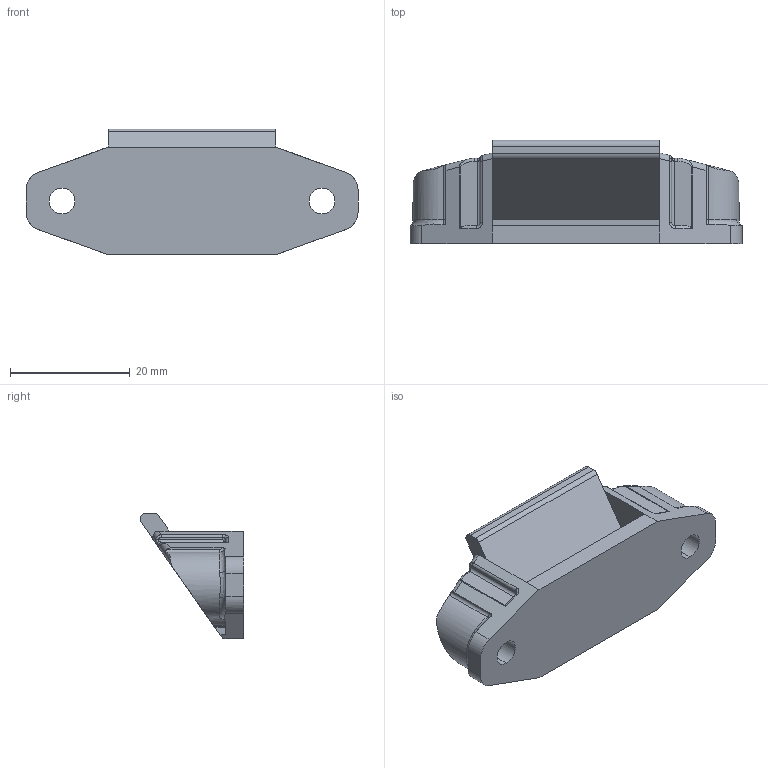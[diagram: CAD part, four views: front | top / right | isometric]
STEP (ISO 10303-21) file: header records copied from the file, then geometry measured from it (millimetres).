
FILE_DESCRIPTION (( 'STEP AP203' ), '1' );
FILE_NAME ('敦誧參忒.', '2026-01-10T03:36:03', ( '' ), ( '' ), 'SwSTEP 2.0', 'SolidWorks 2025', '' );
FILE_SCHEMA (( 'CONFIG_CONTROL_DESIGN' ));
Length unit declared in the file: millimetre
Products named in the file (1): 窗户把手
Bounding box: 55.4 x 17.24 x 21 mm (x, y, z)
Volume: 5906.7 mm3; surface area: 4603.5 mm2
Topology: 1 solids, 1 shells, 295 faces, 783 edges, 514 vertices
Faces by surface type: plane 146, bspline 99, cylinder 46, torus 4
Entity records: 13834 total; most frequent: CARTESIAN_POINT 7206, ORIENTED_EDGE 1566, DIRECTION 994, EDGE_CURVE 783, VERTEX_POINT 514, LINE 470, VECTOR 470, EDGE_LOOP 323
